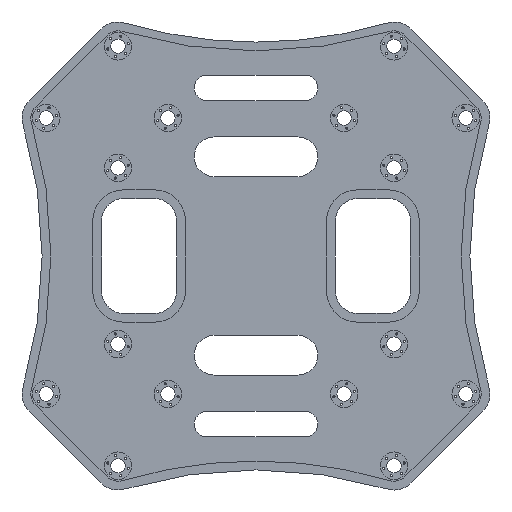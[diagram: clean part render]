
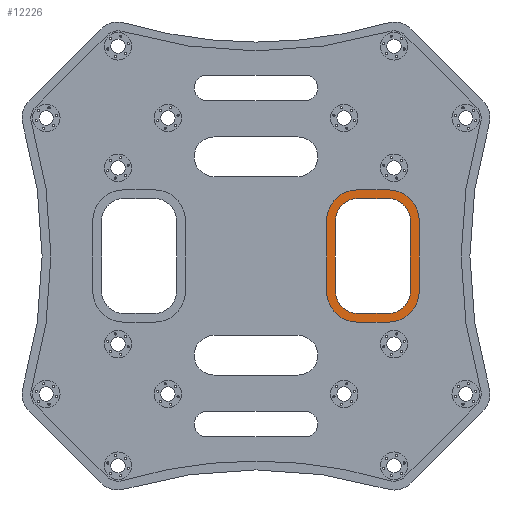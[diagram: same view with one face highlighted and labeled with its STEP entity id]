
A CAD part, front view. The second image highlights one B-rep face of the part: STEP entity #12226.
In plain terms, the highlighted planar face has unit normal (0, -1, 0).
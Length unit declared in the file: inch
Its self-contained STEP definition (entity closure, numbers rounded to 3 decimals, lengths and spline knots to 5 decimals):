
#195 = CARTESIAN_POINT ( 'NONE',  ( 1.1811, -0.02992, -0.51181 ) ) ;
#341 = CARTESIAN_POINT ( 'NONE',  ( 1.1811, -0.02992, 0.51181 ) ) ;
#374 = DIRECTION ( 'NONE',  ( 0., 0., -1. ) ) ;
#603 = CARTESIAN_POINT ( 'NONE',  ( 1.1811, -0.02992, 0.31496 ) ) ;
#718 = DIRECTION ( 'NONE',  ( 0., 0., 1. ) ) ;
#855 = CARTESIAN_POINT ( 'NONE',  ( 1.37795, -0.02992, 0.31496 ) ) ;
#874 = LINE ( 'NONE', #2092, #11674 ) ;
#898 = CARTESIAN_POINT ( 'NONE',  ( 0.90551, -0.02992, 0.59055 ) ) ;
#900 = DIRECTION ( 'NONE',  ( 0., 0., -1. ) ) ;
#947 = DIRECTION ( 'NONE',  ( 0., 1., 0. ) ) ;
#1003 = CARTESIAN_POINT ( 'NONE',  ( 0.62992, -0.02992, 0.31496 ) ) ;
#1089 = VERTEX_POINT ( 'NONE', #8262 ) ;
#1369 = ORIENTED_EDGE ( 'NONE', *, *, #12522, .F. ) ;
#1541 = DIRECTION ( 'NONE',  ( -1., 0., 0. ) ) ;
#1589 = AXIS2_PLACEMENT_3D ( 'NONE', #14921, #5468, #3083 ) ;
#1646 = CARTESIAN_POINT ( 'NONE',  ( 1.45669, -0.02992, -0.31496 ) ) ;
#1667 = CARTESIAN_POINT ( 'NONE',  ( 1.1811, -0.02992, 0.59055 ) ) ;
#1766 = ORIENTED_EDGE ( 'NONE', *, *, #9257, .T. ) ;
#1796 = EDGE_CURVE ( 'NONE', #5644, #5875, #13968, .T. ) ;
#1806 = ORIENTED_EDGE ( 'NONE', *, *, #13401, .T. ) ;
#1824 = LINE ( 'NONE', #7410, #5652 ) ;
#1844 = CARTESIAN_POINT ( 'NONE',  ( 0.90551, -0.02992, 0.31496 ) ) ;
#1877 = CARTESIAN_POINT ( 'NONE',  ( 0.90551, -0.02992, 0.51181 ) ) ;
#1916 = LINE ( 'NONE', #14114, #6304 ) ;
#1951 = DIRECTION ( 'NONE',  ( 0., 1., 0. ) ) ;
#2036 = DIRECTION ( 'NONE',  ( 0., 0., -1. ) ) ;
#2041 = CARTESIAN_POINT ( 'NONE',  ( 0.90551, -0.02992, 0.59055 ) ) ;
#2082 = ORIENTED_EDGE ( 'NONE', *, *, #12940, .F. ) ;
#2092 = CARTESIAN_POINT ( 'NONE',  ( 1.37795, -0.02992, -0.31496 ) ) ;
#2146 = ORIENTED_EDGE ( 'NONE', *, *, #11417, .F. ) ;
#2163 = VERTEX_POINT ( 'NONE', #1667 ) ;
#2164 = ORIENTED_EDGE ( 'NONE', *, *, #3310, .T. ) ;
#2188 = ORIENTED_EDGE ( 'NONE', *, *, #8121, .T. ) ;
#2265 = VERTEX_POINT ( 'NONE', #1877 ) ;
#2277 = EDGE_CURVE ( 'NONE', #5031, #6749, #3753, .T. ) ;
#2309 = EDGE_CURVE ( 'NONE', #4166, #6075, #7588, .T. ) ;
#2445 = VERTEX_POINT ( 'NONE', #1003 ) ;
#2540 = EDGE_CURVE ( 'NONE', #1089, #4166, #1916, .T. ) ;
#2706 = CARTESIAN_POINT ( 'NONE',  ( 1.1811, -0.02992, 0.31496 ) ) ;
#2724 = CARTESIAN_POINT ( 'NONE',  ( 0.90551, -0.02992, -0.51181 ) ) ;
#2765 = LINE ( 'NONE', #2041, #12833 ) ;
#2941 = AXIS2_PLACEMENT_3D ( 'NONE', #603, #13283, #5268 ) ;
#3083 = DIRECTION ( 'NONE',  ( 0., 0., -1. ) ) ;
#3134 = VERTEX_POINT ( 'NONE', #4720 ) ;
#3235 = DIRECTION ( 'NONE',  ( 1., 0., 0. ) ) ;
#3258 = DIRECTION ( 'NONE',  ( 0., 0., 1. ) ) ;
#3310 = EDGE_CURVE ( 'NONE', #6749, #2265, #9023, .T. ) ;
#3558 = VERTEX_POINT ( 'NONE', #8418 ) ;
#3563 = CIRCLE ( 'NONE', #5471, 0.27559 ) ;
#3753 = LINE ( 'NONE', #8979, #11444 ) ;
#3798 = VERTEX_POINT ( 'NONE', #195 ) ;
#4080 = ORIENTED_EDGE ( 'NONE', *, *, #12499, .F. ) ;
#4166 = VERTEX_POINT ( 'NONE', #1646 ) ;
#4720 = CARTESIAN_POINT ( 'NONE',  ( 0.62992, -0.02992, -0.31496 ) ) ;
#4739 = AXIS2_PLACEMENT_3D ( 'NONE', #9143, #1951, #10131 ) ;
#4986 = ORIENTED_EDGE ( 'NONE', *, *, #1796, .T. ) ;
#5013 = DIRECTION ( 'NONE',  ( 0., 0., -1. ) ) ;
#5031 = VERTEX_POINT ( 'NONE', #12774 ) ;
#5268 = DIRECTION ( 'NONE',  ( 0., 0., 1. ) ) ;
#5323 = EDGE_LOOP ( 'NONE', ( #4080, #1369, #15030, #2146, #10967, #8663, #2082, #13993 ) ) ;
#5371 = DIRECTION ( 'NONE',  ( 0., 0., 1. ) ) ;
#5468 = DIRECTION ( 'NONE',  ( 0., 1., 0. ) ) ;
#5471 = AXIS2_PLACEMENT_3D ( 'NONE', #1844, #13540, #5371 ) ;
#5536 = VECTOR ( 'NONE', #14679, 39.37008 ) ;
#5644 = VERTEX_POINT ( 'NONE', #341 ) ;
#5652 = VECTOR ( 'NONE', #10919, 39.37008 ) ;
#5836 = AXIS2_PLACEMENT_3D ( 'NONE', #6766, #8036, #900 ) ;
#5875 = VERTEX_POINT ( 'NONE', #855 ) ;
#6075 = VERTEX_POINT ( 'NONE', #14225 ) ;
#6111 = LINE ( 'NONE', #13590, #12518 ) ;
#6135 = ORIENTED_EDGE ( 'NONE', *, *, #8987, .T. ) ;
#6304 = VECTOR ( 'NONE', #9650, 39.37008 ) ;
#6341 = EDGE_CURVE ( 'NONE', #10504, #2163, #2765, .T. ) ;
#6535 = CARTESIAN_POINT ( 'NONE',  ( 0.70866, -0.02992, 0.31496 ) ) ;
#6749 = VERTEX_POINT ( 'NONE', #6535 ) ;
#6766 = CARTESIAN_POINT ( 'NONE',  ( 0.90551, -0.02992, -0.31496 ) ) ;
#7401 = FACE_BOUND ( 'NONE', #11996, .T. ) ;
#7410 = CARTESIAN_POINT ( 'NONE',  ( 0.90551, -0.02992, 0.51181 ) ) ;
#7588 = CIRCLE ( 'NONE', #10910, 0.27559 ) ;
#8036 = DIRECTION ( 'NONE',  ( 0., -1., 0. ) ) ;
#8121 = EDGE_CURVE ( 'NONE', #3558, #5031, #13335, .T. ) ;
#8262 = CARTESIAN_POINT ( 'NONE',  ( 1.45669, -0.02992, 0.31496 ) ) ;
#8418 = CARTESIAN_POINT ( 'NONE',  ( 0.90551, -0.02992, -0.51181 ) ) ;
#8663 = ORIENTED_EDGE ( 'NONE', *, *, #2540, .F. ) ;
#8979 = CARTESIAN_POINT ( 'NONE',  ( 0.70866, -0.02992, -0.31496 ) ) ;
#8987 = EDGE_CURVE ( 'NONE', #3798, #3558, #13833, .T. ) ;
#9023 = CIRCLE ( 'NONE', #4739, 0.19685 ) ;
#9143 = CARTESIAN_POINT ( 'NONE',  ( 0.90551, -0.02992, 0.31496 ) ) ;
#9176 = DIRECTION ( 'NONE',  ( 0., 1., 0. ) ) ;
#9257 = EDGE_CURVE ( 'NONE', #5875, #12335, #874, .T. ) ;
#9294 = VECTOR ( 'NONE', #1541, 39.37008 ) ;
#9444 = CARTESIAN_POINT ( 'NONE',  ( 1.37795, -0.02992, -0.31496 ) ) ;
#9615 = DIRECTION ( 'NONE',  ( 0., 1., 0. ) ) ;
#9650 = DIRECTION ( 'NONE',  ( 0., 0., -1. ) ) ;
#10089 = ORIENTED_EDGE ( 'NONE', *, *, #2277, .T. ) ;
#10131 = DIRECTION ( 'NONE',  ( 0., 0., -1. ) ) ;
#10143 = CIRCLE ( 'NONE', #2941, 0.27559 ) ;
#10504 = VERTEX_POINT ( 'NONE', #898 ) ;
#10551 = ORIENTED_EDGE ( 'NONE', *, *, #15065, .T. ) ;
#10578 = EDGE_CURVE ( 'NONE', #14520, #3134, #14742, .T. ) ;
#10776 = CARTESIAN_POINT ( 'NONE',  ( 1.1811, -0.02992, -0.31496 ) ) ;
#10910 = AXIS2_PLACEMENT_3D ( 'NONE', #11494, #947, #3258 ) ;
#10919 = DIRECTION ( 'NONE',  ( 1., 0., 0. ) ) ;
#10967 = ORIENTED_EDGE ( 'NONE', *, *, #2309, .F. ) ;
#11406 = CIRCLE ( 'NONE', #11473, 0.19685 ) ;
#11417 = EDGE_CURVE ( 'NONE', #6075, #14520, #14129, .T. ) ;
#11444 = VECTOR ( 'NONE', #14801, 39.37008 ) ;
#11473 = AXIS2_PLACEMENT_3D ( 'NONE', #10776, #13010, #374 ) ;
#11494 = CARTESIAN_POINT ( 'NONE',  ( 1.1811, -0.02992, -0.31496 ) ) ;
#11534 = DIRECTION ( 'NONE',  ( 0., 0., 1. ) ) ;
#11638 = CARTESIAN_POINT ( 'NONE',  ( 0.90551, -0.02992, -0.31496 ) ) ;
#11674 = VECTOR ( 'NONE', #2036, 39.37008 ) ;
#11996 = EDGE_LOOP ( 'NONE', ( #1806, #6135, #2188, #10089, #2164, #10551, #4986, #1766 ) ) ;
#12182 = FACE_OUTER_BOUND ( 'NONE', #5323, .T. ) ;
#12226 = ADVANCED_FACE ( 'NONE', ( #12182, #7401 ), #12557, .T. ) ;
#12335 = VERTEX_POINT ( 'NONE', #9444 ) ;
#12499 = EDGE_CURVE ( 'NONE', #2445, #10504, #3563, .T. ) ;
#12518 = VECTOR ( 'NONE', #718, 39.37008 ) ;
#12522 = EDGE_CURVE ( 'NONE', #3134, #2445, #6111, .T. ) ;
#12557 = PLANE ( 'NONE',  #5836 ) ;
#12774 = CARTESIAN_POINT ( 'NONE',  ( 0.70866, -0.02992, -0.31496 ) ) ;
#12833 = VECTOR ( 'NONE', #3235, 39.37008 ) ;
#12887 = AXIS2_PLACEMENT_3D ( 'NONE', #11638, #9176, #11534 ) ;
#12940 = EDGE_CURVE ( 'NONE', #2163, #1089, #10143, .T. ) ;
#13010 = DIRECTION ( 'NONE',  ( 0., 1., 0. ) ) ;
#13283 = DIRECTION ( 'NONE',  ( 0., 1., 0. ) ) ;
#13335 = CIRCLE ( 'NONE', #1589, 0.19685 ) ;
#13350 = CARTESIAN_POINT ( 'NONE',  ( 1.1811, -0.02992, -0.59055 ) ) ;
#13401 = EDGE_CURVE ( 'NONE', #12335, #3798, #11406, .T. ) ;
#13540 = DIRECTION ( 'NONE',  ( 0., 1., 0. ) ) ;
#13590 = CARTESIAN_POINT ( 'NONE',  ( 0.62992, -0.02992, -0.31496 ) ) ;
#13833 = LINE ( 'NONE', #2724, #9294 ) ;
#13968 = CIRCLE ( 'NONE', #13995, 0.19685 ) ;
#13993 = ORIENTED_EDGE ( 'NONE', *, *, #6341, .F. ) ;
#13995 = AXIS2_PLACEMENT_3D ( 'NONE', #2706, #9615, #5013 ) ;
#14114 = CARTESIAN_POINT ( 'NONE',  ( 1.45669, -0.02992, 0.31496 ) ) ;
#14129 = LINE ( 'NONE', #13350, #5536 ) ;
#14143 = CARTESIAN_POINT ( 'NONE',  ( 0.90551, -0.02992, -0.59055 ) ) ;
#14225 = CARTESIAN_POINT ( 'NONE',  ( 1.1811, -0.02992, -0.59055 ) ) ;
#14520 = VERTEX_POINT ( 'NONE', #14143 ) ;
#14679 = DIRECTION ( 'NONE',  ( -1., 0., 0. ) ) ;
#14742 = CIRCLE ( 'NONE', #12887, 0.27559 ) ;
#14801 = DIRECTION ( 'NONE',  ( 0., 0., 1. ) ) ;
#14921 = CARTESIAN_POINT ( 'NONE',  ( 0.90551, -0.02992, -0.31496 ) ) ;
#15030 = ORIENTED_EDGE ( 'NONE', *, *, #10578, .F. ) ;
#15065 = EDGE_CURVE ( 'NONE', #2265, #5644, #1824, .T. ) ;
